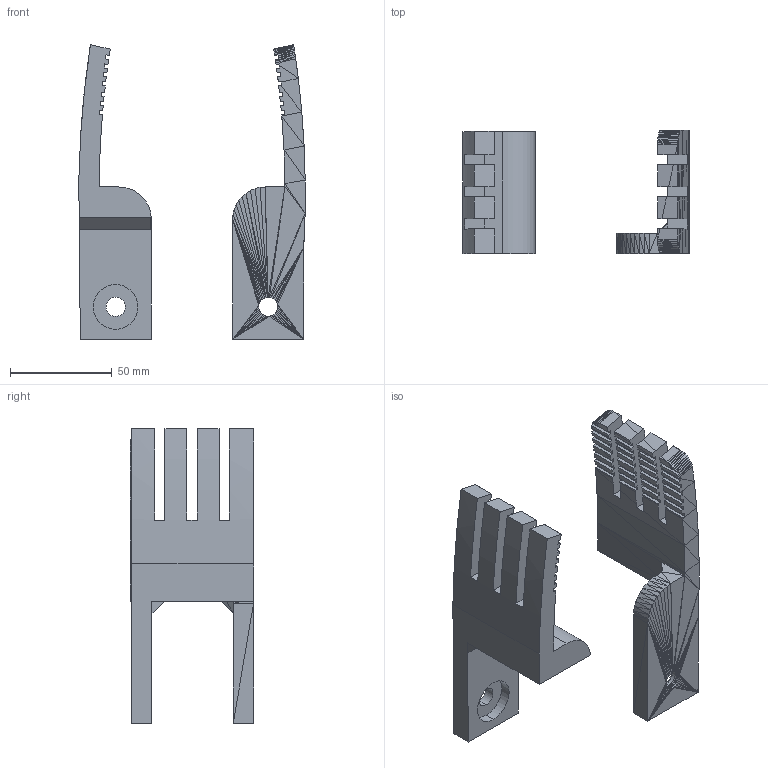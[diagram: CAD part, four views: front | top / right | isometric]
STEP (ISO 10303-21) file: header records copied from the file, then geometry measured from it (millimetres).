
FILE_DESCRIPTION (( 'STEP AP203' ), '1' );
FILE_NAME ('movable_gribber1-left.STEP', '2020-06-27T07:12:47', ( '' ), ( '' ), 'SwSTEP 2.0', 'SolidWorks 2017', '' );
FILE_SCHEMA (( 'CONFIG_CONTROL_DESIGN' ));
Length unit declared in the file: millimetre
Products named in the file (1): movable_gribber1-left
Bounding box: 111.46 x 60.6 x 145 mm (x, y, z)
Volume: 147837.3 mm3; surface area: 46476.7 mm2
Topology: 2 solids, 2 shells, 902 faces, 2069 edges, 1172 vertices
Faces by surface type: plane 863, cylinder 39
Entity records: 24304 total; most frequent: CARTESIAN_POINT 4180, ORIENTED_EDGE 4138, DIRECTION 4015, EDGE_CURVE 2069, LINE 1905, VECTOR 1905, VERTEX_POINT 1172, AXIS2_PLACEMENT_3D 1055
